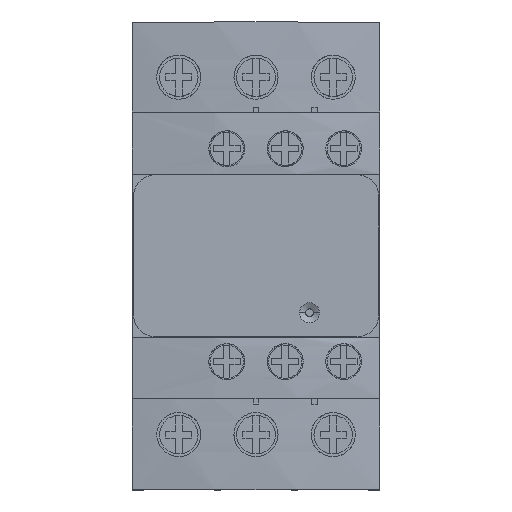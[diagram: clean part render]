
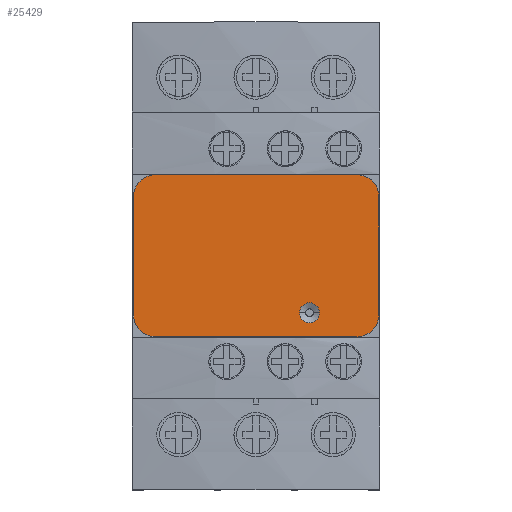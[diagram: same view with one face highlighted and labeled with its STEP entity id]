
A CAD part, top view. The second image highlights one B-rep face of the part: STEP entity #25429.
In plain terms, the highlighted planar face has unit normal (0, 0, 1).
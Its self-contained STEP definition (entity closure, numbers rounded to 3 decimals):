
#25089=CARTESIAN_POINT('',(40.7,31.7,100.85));
#25090=DIRECTION('',(0.,0.,1.));
#25091=DIRECTION('',(0.,-1.,0.));
#25092=AXIS2_PLACEMENT_3D('',#25089,#25090,#25091);
#25097=DIRECTION('',(1.,0.,0.));
#25098=VECTOR('',#25097,36.5);
#25099=CARTESIAN_POINT('',(4.2,27.7,100.85));
#25100=LINE('',#25099,#25098);
#25104=CARTESIAN_POINT('',(4.2,31.7,100.85));
#25105=DIRECTION('',(0.,0.,1.));
#25106=DIRECTION('',(-1.,0.,0.));
#25107=AXIS2_PLACEMENT_3D('',#25104,#25105,#25106);
#25112=DIRECTION('',(0.,-1.,0.));
#25113=VECTOR('',#25112,21.37);
#25114=CARTESIAN_POINT('',(0.2,53.07,100.85));
#25115=LINE('',#25114,#25113);
#25119=CARTESIAN_POINT('',(4.2,53.07,100.85));
#25120=DIRECTION('',(0.,0.,1.));
#25121=DIRECTION('',(0.,1.,0.));
#25122=AXIS2_PLACEMENT_3D('',#25119,#25120,#25121);
#25127=DIRECTION('',(-1.,0.,0.));
#25128=VECTOR('',#25127,36.5);
#25129=CARTESIAN_POINT('',(40.7,57.07,100.85));
#25130=LINE('',#25129,#25128);
#25134=CARTESIAN_POINT('',(40.7,53.07,100.85));
#25135=DIRECTION('',(0.,0.,1.));
#25136=DIRECTION('',(1.,0.,0.));
#25137=AXIS2_PLACEMENT_3D('',#25134,#25135,#25136);
#25142=DIRECTION('',(0.,1.,0.));
#25143=VECTOR('',#25142,21.37);
#25144=CARTESIAN_POINT('',(44.7,31.7,100.85));
#25145=LINE('',#25144,#25143);
#25149=CARTESIAN_POINT('',(32.1,32.05,100.85));
#25150=DIRECTION('',(0.,0.,-1.));
#25151=DIRECTION('',(-1.,0.,0.));
#25152=AXIS2_PLACEMENT_3D('',#25149,#25150,#25151);
#25157=CARTESIAN_POINT('',(32.1,32.05,100.85));
#25158=DIRECTION('',(0.,0.,-1.));
#25159=DIRECTION('',(1.,0.,0.));
#25160=AXIS2_PLACEMENT_3D('',#25157,#25158,#25159);
#25338=CARTESIAN_POINT('',(40.7,27.7,100.85));
#25339=VERTEX_POINT('',#25338);
#25340=CARTESIAN_POINT('',(44.7,31.7,100.85));
#25341=VERTEX_POINT('',#25340);
#25346=CARTESIAN_POINT('',(0.2,31.7,100.85));
#25347=VERTEX_POINT('',#25346);
#25348=CARTESIAN_POINT('',(4.2,27.7,100.85));
#25349=VERTEX_POINT('',#25348);
#25350=CARTESIAN_POINT('',(44.7,53.07,100.85));
#25351=VERTEX_POINT('',#25350);
#25352=CARTESIAN_POINT('',(0.2,53.07,100.85));
#25353=VERTEX_POINT('',#25352);
#25362=CARTESIAN_POINT('',(30.3,32.05,100.85));
#25363=CARTESIAN_POINT('',(33.9,32.05,100.85));
#25364=VERTEX_POINT('',#25362);
#25365=VERTEX_POINT('',#25363);
#25372=CARTESIAN_POINT('',(4.2,57.07,100.85));
#25373=VERTEX_POINT('',#25372);
#25376=CARTESIAN_POINT('',(40.7,57.07,100.85));
#25377=VERTEX_POINT('',#25376);
#25401=CARTESIAN_POINT('',(0.,0.,100.85));
#25402=DIRECTION('',(0.,0.,1.));
#25403=DIRECTION('',(-1.,0.,0.));
#25404=AXIS2_PLACEMENT_3D('',#25401,#25402,#25403);
#25405=PLANE('',#25404);
#25407=ORIENTED_EDGE('',*,*,#25406,.F.);
#25409=ORIENTED_EDGE('',*,*,#25408,.F.);
#25411=ORIENTED_EDGE('',*,*,#25410,.F.);
#25413=ORIENTED_EDGE('',*,*,#25412,.F.);
#25415=ORIENTED_EDGE('',*,*,#25414,.F.);
#25417=ORIENTED_EDGE('',*,*,#25416,.F.);
#25419=ORIENTED_EDGE('',*,*,#25418,.F.);
#25421=ORIENTED_EDGE('',*,*,#25420,.F.);
#25422=EDGE_LOOP('',(#25407,#25409,#25411,#25413,#25415,#25417,#25419,#25421));
#25423=FACE_OUTER_BOUND('',#25422,.F.);
#25425=ORIENTED_EDGE('',*,*,#25424,.F.);
#25426=ORIENTED_EDGE('',*,*,#25383,.F.);
#25427=EDGE_LOOP('',(#25425,#25426));
#25428=FACE_BOUND('',#25427,.F.);
#25093=CIRCLE('',#25092,4.);
#25108=CIRCLE('',#25107,4.);
#25123=CIRCLE('',#25122,4.);
#25138=CIRCLE('',#25137,4.);
#25153=CIRCLE('',#25152,1.8);
#25161=CIRCLE('',#25160,1.8);
#25383=EDGE_CURVE('',#25365,#25364,#25161,.T.);
#25406=EDGE_CURVE('',#25339,#25341,#25093,.T.);
#25408=EDGE_CURVE('',#25349,#25339,#25100,.T.);
#25410=EDGE_CURVE('',#25347,#25349,#25108,.T.);
#25412=EDGE_CURVE('',#25353,#25347,#25115,.T.);
#25414=EDGE_CURVE('',#25373,#25353,#25123,.T.);
#25416=EDGE_CURVE('',#25377,#25373,#25130,.T.);
#25418=EDGE_CURVE('',#25351,#25377,#25138,.T.);
#25420=EDGE_CURVE('',#25341,#25351,#25145,.T.);
#25424=EDGE_CURVE('',#25364,#25365,#25153,.T.);
#25429=ADVANCED_FACE('',(#25423,#25428),#25405,.T.);
